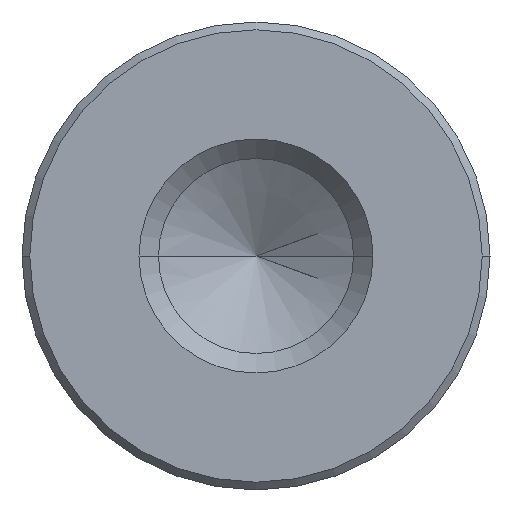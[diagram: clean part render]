
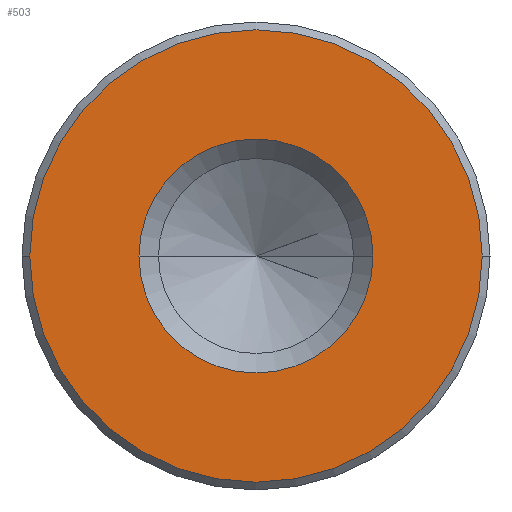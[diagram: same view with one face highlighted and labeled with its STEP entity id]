
A CAD part, left-side view. The second image highlights one B-rep face of the part: STEP entity #503.
In plain terms, the highlighted planar face has unit normal (-1, 0, 0).
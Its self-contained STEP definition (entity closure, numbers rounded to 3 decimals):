
#170=CARTESIAN_POINT('',(0.,0.,0.));
#171=DIRECTION('',(-1.,0.,0.));
#172=DIRECTION('',(0.,1.,0.));
#173=AXIS2_PLACEMENT_3D('',#170,#171,#172);
#175=CARTESIAN_POINT('',(0.,0.,0.));
#176=DIRECTION('',(-1.,0.,0.));
#177=DIRECTION('',(0.,-1.,0.));
#178=AXIS2_PLACEMENT_3D('',#175,#176,#177);
#180=CARTESIAN_POINT('',(0.,0.,0.));
#181=DIRECTION('',(1.,0.,0.));
#182=DIRECTION('',(0.,-1.,0.));
#183=AXIS2_PLACEMENT_3D('',#180,#181,#182);
#185=CARTESIAN_POINT('',(0.,0.,0.));
#186=DIRECTION('',(1.,0.,0.));
#187=DIRECTION('',(0.,1.,0.));
#188=AXIS2_PLACEMENT_3D('',#185,#186,#187);
#266=CARTESIAN_POINT('',(0.,5.8,0.));
#267=CARTESIAN_POINT('',(0.,-5.8,0.));
#268=VERTEX_POINT('',#266);
#269=VERTEX_POINT('',#267);
#280=CARTESIAN_POINT('',(0.,-3.,0.));
#281=CARTESIAN_POINT('',(0.,3.,0.));
#282=VERTEX_POINT('',#280);
#283=VERTEX_POINT('',#281);
#487=CARTESIAN_POINT('',(0.,0.,0.));
#488=DIRECTION('',(1.,0.,0.));
#489=DIRECTION('',(0.,-1.,0.));
#490=AXIS2_PLACEMENT_3D('',#487,#488,#489);
#491=PLANE('',#490);
#493=ORIENTED_EDGE('',*,*,#492,.F.);
#494=ORIENTED_EDGE('',*,*,#477,.F.);
#495=EDGE_LOOP('',(#493,#494));
#496=FACE_OUTER_BOUND('',#495,.F.);
#498=ORIENTED_EDGE('',*,*,#497,.F.);
#500=ORIENTED_EDGE('',*,*,#499,.F.);
#501=EDGE_LOOP('',(#498,#500));
#502=FACE_BOUND('',#501,.F.);
#174=CIRCLE('',#173,5.8);
#179=CIRCLE('',#178,5.8);
#184=CIRCLE('',#183,3.);
#189=CIRCLE('',#188,3.);
#477=EDGE_CURVE('',#269,#268,#179,.T.);
#492=EDGE_CURVE('',#268,#269,#174,.T.);
#497=EDGE_CURVE('',#282,#283,#184,.T.);
#499=EDGE_CURVE('',#283,#282,#189,.T.);
#503=ADVANCED_FACE('',(#496,#502),#491,.F.);
